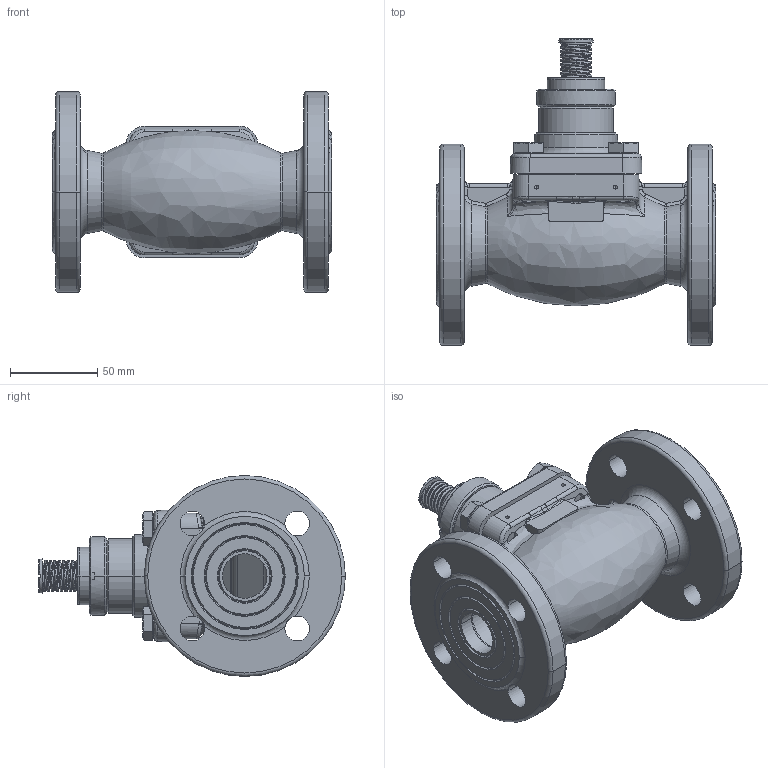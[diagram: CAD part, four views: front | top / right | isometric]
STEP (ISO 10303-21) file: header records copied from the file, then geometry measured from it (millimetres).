
FILE_DESCRIPTION((''),'2;1');
FILE_NAME('065B0782','2015-02-26T',('u317927'),('Danfoss'),'PRO/ENGINEER BY PARAMETRIC TECHNOLOGY CORPORATION, 2014000','PRO/ENGINEER BY PARAMETRIC TECHNOLOGY CORPORATION, 2014000','');
FILE_SCHEMA(('CONFIG_CONTROL_DESIGN'));
Length unit declared in the file: millimetre
Products named in the file (1): 065B0782
Bounding box: 160 x 175.4 x 115 mm (x, y, z)
Volume: 636028.4 mm3; surface area: 145139.9 mm2
Topology: 2 solids, 2 shells, 731 faces, 1721 edges, 1023 vertices
Faces by surface type: cylinder 228, plane 180, bspline 109, torus 103, cone 98, sphere 13
Entity records: 34175 total; most frequent: CARTESIAN_POINT 17848, DIRECTION 3466, ORIENTED_EDGE 3418, EDGE_CURVE 1709, AXIS2_PLACEMENT_3D 1481, VERTEX_POINT 1023, CIRCLE 859, EDGE_LOOP 804
